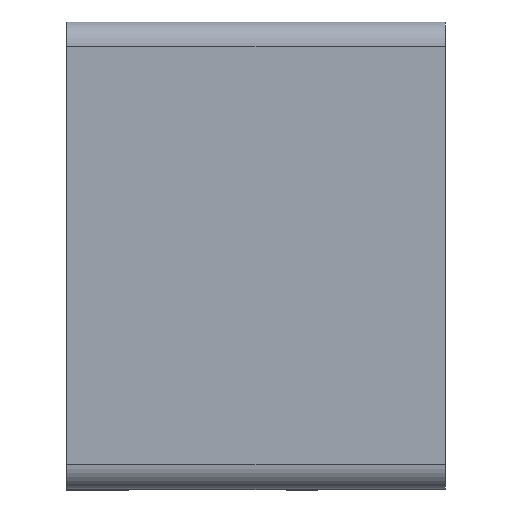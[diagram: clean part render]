
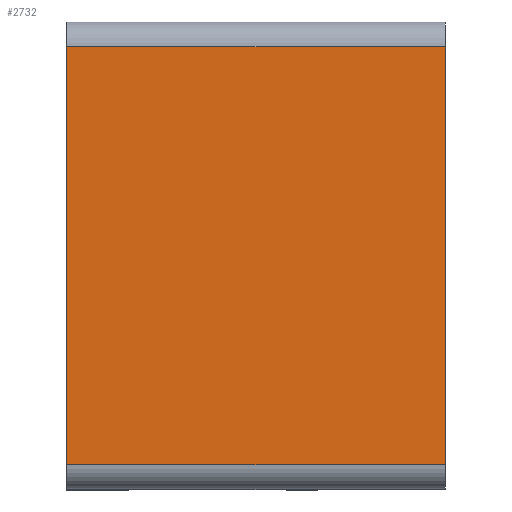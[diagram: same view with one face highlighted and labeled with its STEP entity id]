
A CAD part, top view. The second image highlights one B-rep face of the part: STEP entity #2732.
In plain terms, the highlighted planar face has unit normal (0, 0, 1).
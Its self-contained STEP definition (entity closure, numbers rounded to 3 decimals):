
#988 = PLANE('',#989);
#989 = AXIS2_PLACEMENT_3D('',#990,#991,#992);
#990 = CARTESIAN_POINT('',(12.15,0.,0.));
#991 = DIRECTION('',(1.,0.,0.));
#992 = DIRECTION('',(0.,-1.,0.));
#2177 = VERTEX_POINT('',#2178);
#2178 = CARTESIAN_POINT('',(12.15,-0.8,6.18));
#2193 = CYLINDRICAL_SURFACE('',#2194,0.8);
#2194 = AXIS2_PLACEMENT_3D('',#2195,#2196,#2197);
#2195 = CARTESIAN_POINT('',(0.,-0.8,5.38));
#2196 = DIRECTION('',(1.,0.,0.));
#2197 = DIRECTION('',(0.,1.,0.));
#2205 = EDGE_CURVE('',#2177,#2206,#2208,.T.);
#2206 = VERTEX_POINT('',#2207);
#2207 = CARTESIAN_POINT('',(12.15,-14.2,6.18));
#2208 = SURFACE_CURVE('',#2209,(#2213,#2220),.PCURVE_S1.);
#2209 = LINE('',#2210,#2211);
#2210 = CARTESIAN_POINT('',(12.15,0.,6.18));
#2211 = VECTOR('',#2212,1.);
#2212 = DIRECTION('',(0.,-1.,0.));
#2213 = PCURVE('',#988,#2214);
#2214 = DEFINITIONAL_REPRESENTATION('',(#2215),#2219);
#2215 = LINE('',#2216,#2217);
#2216 = CARTESIAN_POINT('',(0.,-6.18));
#2217 = VECTOR('',#2218,1.);
#2218 = DIRECTION('',(1.,0.));
#2219 = ( GEOMETRIC_REPRESENTATION_CONTEXT(2) 
PARAMETRIC_REPRESENTATION_CONTEXT() REPRESENTATION_CONTEXT('2D SPACE',''
  ) );
#2220 = PCURVE('',#2221,#2226);
#2221 = PLANE('',#2222);
#2222 = AXIS2_PLACEMENT_3D('',#2223,#2224,#2225);
#2223 = CARTESIAN_POINT('',(0.,0.,6.18));
#2224 = DIRECTION('',(0.,0.,1.));
#2225 = DIRECTION('',(1.,0.,0.));
#2226 = DEFINITIONAL_REPRESENTATION('',(#2227),#2231);
#2227 = LINE('',#2228,#2229);
#2228 = CARTESIAN_POINT('',(12.15,0.));
#2229 = VECTOR('',#2230,1.);
#2230 = DIRECTION('',(0.,-1.));
#2231 = ( GEOMETRIC_REPRESENTATION_CONTEXT(2) 
PARAMETRIC_REPRESENTATION_CONTEXT() REPRESENTATION_CONTEXT('2D SPACE',''
  ) );
#2252 = CYLINDRICAL_SURFACE('',#2253,0.8);
#2253 = AXIS2_PLACEMENT_3D('',#2254,#2255,#2256);
#2254 = CARTESIAN_POINT('',(12.15,-14.2,5.38));
#2255 = DIRECTION('',(-1.,0.,0.));
#2256 = DIRECTION('',(0.,-1.,0.));
#2325 = PLANE('',#2326);
#2326 = AXIS2_PLACEMENT_3D('',#2327,#2328,#2329);
#2327 = CARTESIAN_POINT('',(0.,-15.,0.));
#2328 = DIRECTION('',(-1.,0.,0.));
#2329 = DIRECTION('',(0.,1.,0.));
#2637 = EDGE_CURVE('',#2206,#2638,#2640,.T.);
#2638 = VERTEX_POINT('',#2639);
#2639 = CARTESIAN_POINT('',(0.,-14.2,6.18));
#2640 = SURFACE_CURVE('',#2641,(#2645,#2652),.PCURVE_S1.);
#2641 = LINE('',#2642,#2643);
#2642 = CARTESIAN_POINT('',(12.15,-14.2,6.18));
#2643 = VECTOR('',#2644,1.);
#2644 = DIRECTION('',(-1.,0.,0.));
#2645 = PCURVE('',#2252,#2646);
#2646 = DEFINITIONAL_REPRESENTATION('',(#2647),#2651);
#2647 = LINE('',#2648,#2649);
#2648 = CARTESIAN_POINT('',(1.571,0.));
#2649 = VECTOR('',#2650,1.);
#2650 = DIRECTION('',(0.,1.));
#2651 = ( GEOMETRIC_REPRESENTATION_CONTEXT(2) 
PARAMETRIC_REPRESENTATION_CONTEXT() REPRESENTATION_CONTEXT('2D SPACE',''
  ) );
#2652 = PCURVE('',#2221,#2653);
#2653 = DEFINITIONAL_REPRESENTATION('',(#2654),#2658);
#2654 = LINE('',#2655,#2656);
#2655 = CARTESIAN_POINT('',(12.15,-14.2));
#2656 = VECTOR('',#2657,1.);
#2657 = DIRECTION('',(-1.,0.));
#2658 = ( GEOMETRIC_REPRESENTATION_CONTEXT(2) 
PARAMETRIC_REPRESENTATION_CONTEXT() REPRESENTATION_CONTEXT('2D SPACE',''
  ) );
#2732 = ADVANCED_FACE('',(#2733),#2221,.T.);
#2733 = FACE_BOUND('',#2734,.T.);
#2734 = EDGE_LOOP('',(#2735,#2758,#2759,#2760));
#2735 = ORIENTED_EDGE('',*,*,#2736,.F.);
#2736 = EDGE_CURVE('',#2638,#2737,#2739,.T.);
#2737 = VERTEX_POINT('',#2738);
#2738 = CARTESIAN_POINT('',(0.,-0.8,6.18));
#2739 = SURFACE_CURVE('',#2740,(#2744,#2751),.PCURVE_S1.);
#2740 = LINE('',#2741,#2742);
#2741 = CARTESIAN_POINT('',(0.,-15.,6.18));
#2742 = VECTOR('',#2743,1.);
#2743 = DIRECTION('',(0.,1.,0.));
#2744 = PCURVE('',#2221,#2745);
#2745 = DEFINITIONAL_REPRESENTATION('',(#2746),#2750);
#2746 = LINE('',#2747,#2748);
#2747 = CARTESIAN_POINT('',(0.,-15.));
#2748 = VECTOR('',#2749,1.);
#2749 = DIRECTION('',(0.,1.));
#2750 = ( GEOMETRIC_REPRESENTATION_CONTEXT(2) 
PARAMETRIC_REPRESENTATION_CONTEXT() REPRESENTATION_CONTEXT('2D SPACE',''
  ) );
#2751 = PCURVE('',#2325,#2752);
#2752 = DEFINITIONAL_REPRESENTATION('',(#2753),#2757);
#2753 = LINE('',#2754,#2755);
#2754 = CARTESIAN_POINT('',(0.,-6.18));
#2755 = VECTOR('',#2756,1.);
#2756 = DIRECTION('',(1.,0.));
#2757 = ( GEOMETRIC_REPRESENTATION_CONTEXT(2) 
PARAMETRIC_REPRESENTATION_CONTEXT() REPRESENTATION_CONTEXT('2D SPACE',''
  ) );
#2758 = ORIENTED_EDGE('',*,*,#2637,.F.);
#2759 = ORIENTED_EDGE('',*,*,#2205,.F.);
#2760 = ORIENTED_EDGE('',*,*,#2761,.F.);
#2761 = EDGE_CURVE('',#2737,#2177,#2762,.T.);
#2762 = SURFACE_CURVE('',#2763,(#2767,#2774),.PCURVE_S1.);
#2763 = LINE('',#2764,#2765);
#2764 = CARTESIAN_POINT('',(0.,-0.8,6.18));
#2765 = VECTOR('',#2766,1.);
#2766 = DIRECTION('',(1.,0.,0.));
#2767 = PCURVE('',#2221,#2768);
#2768 = DEFINITIONAL_REPRESENTATION('',(#2769),#2773);
#2769 = LINE('',#2770,#2771);
#2770 = CARTESIAN_POINT('',(0.,-0.8));
#2771 = VECTOR('',#2772,1.);
#2772 = DIRECTION('',(1.,0.));
#2773 = ( GEOMETRIC_REPRESENTATION_CONTEXT(2) 
PARAMETRIC_REPRESENTATION_CONTEXT() REPRESENTATION_CONTEXT('2D SPACE',''
  ) );
#2774 = PCURVE('',#2193,#2775);
#2775 = DEFINITIONAL_REPRESENTATION('',(#2776),#2780);
#2776 = LINE('',#2777,#2778);
#2777 = CARTESIAN_POINT('',(1.571,0.));
#2778 = VECTOR('',#2779,1.);
#2779 = DIRECTION('',(0.,1.));
#2780 = ( GEOMETRIC_REPRESENTATION_CONTEXT(2) 
PARAMETRIC_REPRESENTATION_CONTEXT() REPRESENTATION_CONTEXT('2D SPACE',''
  ) );
